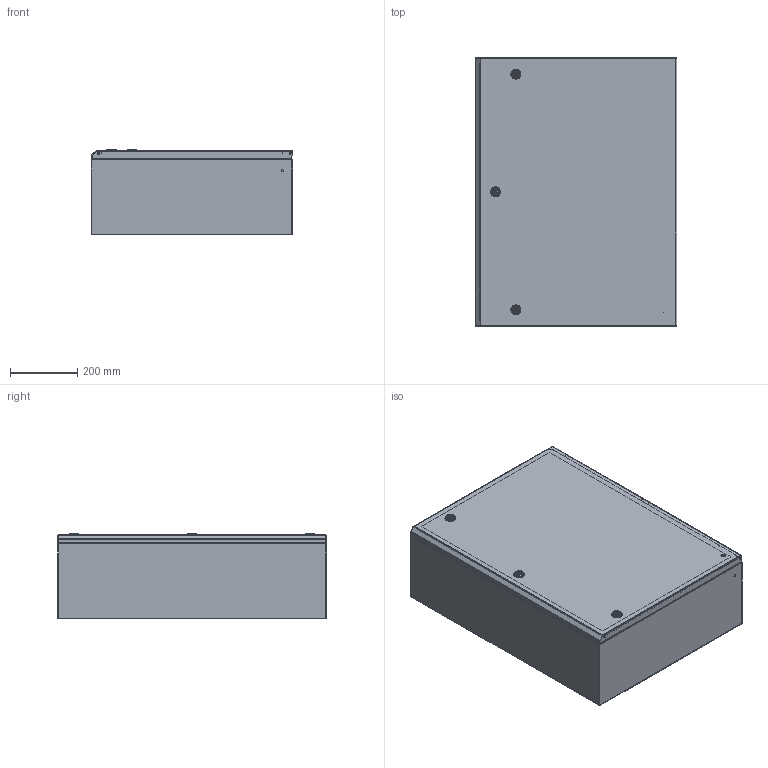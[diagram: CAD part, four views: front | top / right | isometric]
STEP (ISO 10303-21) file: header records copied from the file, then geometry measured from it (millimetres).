
FILE_DESCRIPTION (( 'STEP AP214' ), '1' );
FILE_NAME ('椗眅- 80.60.25 IP65 EKF PROxima.STEP', '2024-08-09T12:37:50', ( '' ), ( '' ), 'SwSTEP 2.0', 'SolidWorks 2021', '' );
FILE_SCHEMA (( 'AUTOMOTIVE_DESIGN' ));
Length unit declared in the file: millimetre
Products named in the file (18): ÌÈ-2021.01.01.001 Ñòåíêà çàäíÿÿ; rivet 02_din_DIN 660-5x8-St-A-2; ÌÈ-2021.01.00.001 Ñòåíêà âåðõíÿÿ_¡¥§ ä« ­æ  ; Íàâåñêà íà êîðïóñ ïîä êëåïêó; ÓÊíà äâåðüÌÈ-2021; Îñü ïåòëè 4õ52_‚¨­â A.M4x0,5x40 ƒŽ‘’ 11644-75; ﾌﾈ-2021.02.00.001 ﾄ粢; ��-2021.01.00.000 ������ � �����_��� 䫠�� ; ÌÈ-2021.01.01.000 Ñòåíêà çàäíÿÿ â ñáîðå ; 椗眅- 80.60.25 IP65 EKF PROxima; Ïåòëÿ íà äâåðü ï-îáðàçíàÿ; Øïèëüêà Ì6õ12; Çàìîê áîëüøîé; hex flange nut_din_Hexagon Flange Nut DIN 6923 - M6 - N; Øïèëüêà ïðèâàðíàÿ Ì6õ20 DIN 13918; ÌÈ-2021.01.00.001 Ñòåíêà âåðõíÿÿ; ÌÈ-2021.02.00.000 Äâåðü â ñáîðå; ÌÈ-453.00.00.001 Ïàíåëü ìîíòàæíàÿ
Assembly tree (39 placements, depth 4):
  椗眅- 80.60.25 IP65 EKF PROxima
    ��-2021.01.00.000 ������ � �����_��� 䫠�� 
      ÌÈ-2021.01.01.000 Ñòåíêà çàäíÿÿ â ñáîðå 
        ÌÈ-2021.01.01.001 Ñòåíêà çàäíÿÿ
        Øïèëüêà Ì6õ12
        Øïèëüêà ïðèâàðíàÿ Ì6õ20 DIN 13918  x4
      ÌÈ-2021.01.00.001 Ñòåíêà âåðõíÿÿ
      ÌÈ-2021.01.00.001 Ñòåíêà âåðõíÿÿ_¡¥§ ä« ­æ  
    ÌÈ-2021.02.00.000 Äâåðü â ñáîðå
      ﾌﾈ-2021.02.00.001 ﾄ粢
      ÓÊíà äâåðüÌÈ-2021
      Øïèëüêà Ì6õ12
      Çàìîê áîëüøîé  x3
      Ïåòëÿ íà äâåðü ï-îáðàçíàÿ  x3
    ÌÈ-453.00.00.001 Ïàíåëü ìîíòàæíàÿ
    Íàâåñêà íà êîðïóñ ïîä êëåïêó  x3
    rivet 02_din_DIN 660-5x8-St-A-2  x6
    Îñü ïåòëè 4õ52_‚¨­â A.M4x0,5x40 ƒŽ‘’ 11644-75  x3
    hex flange nut_din_Hexagon Flange Nut DIN 6923 - M6 - N  x6
Bounding box: 600.8 x 800.8 x 256.34 mm (x, y, z)
Volume: 3410753.9 mm3; surface area: 4496845 mm2
Topology: 36 solids, 51 shells, 1265 faces, 2873 edges, 1749 vertices
Faces by surface type: plane 646, cylinder 408, cone 90, bspline 71, torus 50
Entity records: 20824 total; most frequent: CARTESIAN_POINT 4826, DIRECTION 2912, ORIENTED_EDGE 2810, EDGE_CURVE 1405, AXIS2_PLACEMENT_3D 1025, VECTOR 862, LINE 862, VERTEX_POINT 849
